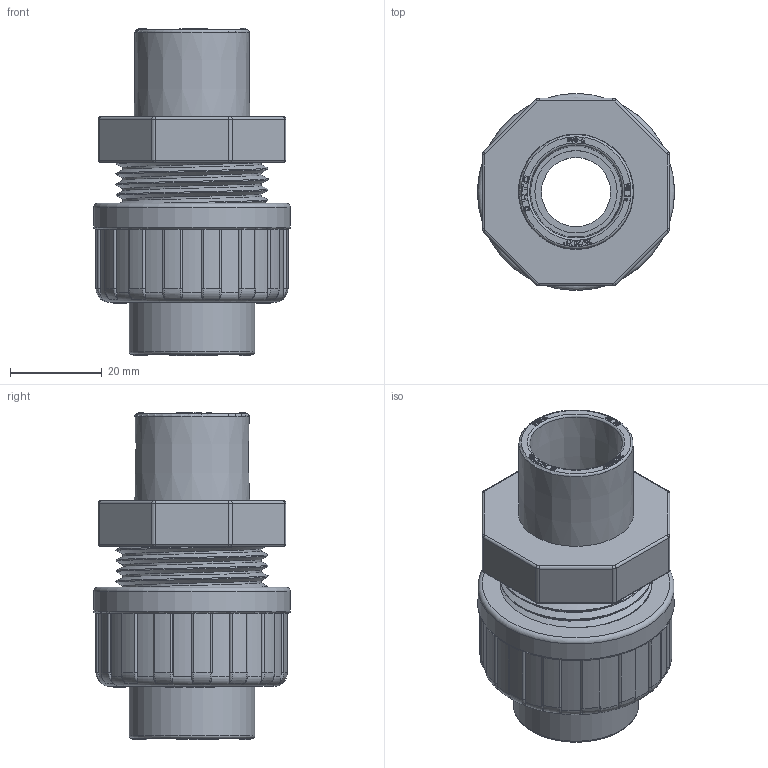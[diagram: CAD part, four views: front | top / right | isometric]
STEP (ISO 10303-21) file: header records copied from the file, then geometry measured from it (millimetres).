
FILE_DESCRIPTION(/* description */ (''),/* implementation_level */ '2;1');
FILE_NAME(/* name */ 'AF0607020025.stp',/* time_stamp */ '2025-11-28T09:11:41+08:00',/* author */ (''),/* organization */ (''),/* preprocessor_version */ 'ST-DEVELOPER v16.7',/* originating_system */ 'SIEMENS PLM Software NX 12.0',/* authorisation */ '');
FILE_SCHEMA (('AUTOMOTIVE_DESIGN { 1 0 10303 214 3 1 1 1 }'));
Products named in the file (1): Admi2740F3F8ettb
Bounding box: 43 x 43 x 71.5 mm (x, y, z)
Volume: 41435.4 mm3; surface area: 24598.5 mm2
Topology: 4 solids, 4 shells, 1906 faces, 5348 edges, 3536 vertices
Faces by surface type: plane 1608, cylinder 130, extrusion 88, bspline 51, torus 25, cone 4
Full cylindrical faces by diameter (mm): 0.673 x1, 0.898 x1, 1.226 x1, 1.243 x1, 1.635 x1, 1.657 x1, 15.1 x1, 18 x1, 20 x1, 23 x1, 27.4 x1, 27.7 x1, 30 x2, 30.291 x8, 33.249 x7, 43 x1
Entity records: 68396 total; most frequent: CARTESIAN_POINT 23097, ORIENTED_EDGE 10502, DIRECTION 7474, EDGE_CURVE 5251, VERTEX_POINT 3485, VECTOR 3358, LINE 3270, AXIS2_PLACEMENT_3D 2058
